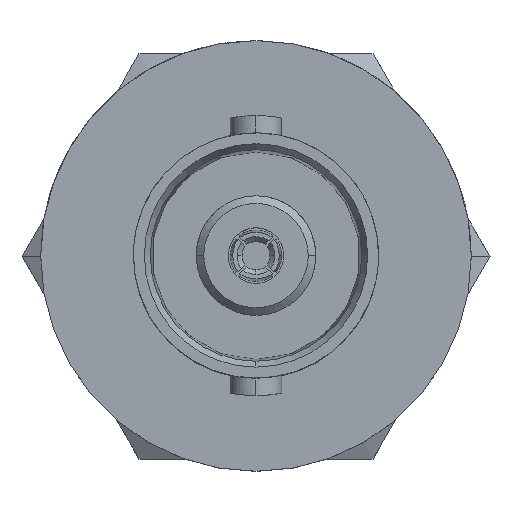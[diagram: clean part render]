
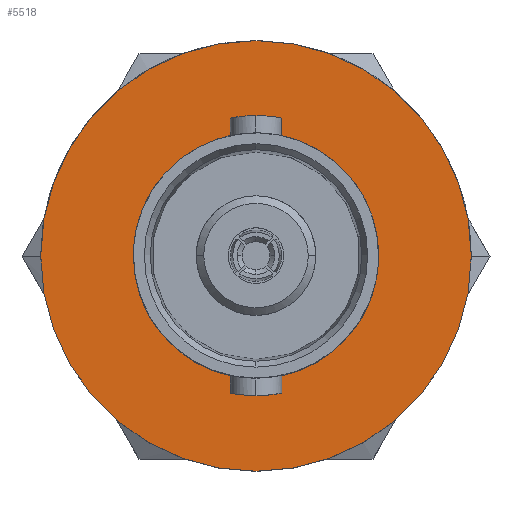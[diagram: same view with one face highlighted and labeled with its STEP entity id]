
A CAD part, top view. The second image highlights one B-rep face of the part: STEP entity #5518.
In plain terms, the highlighted planar face has unit normal (0, 0, 1).
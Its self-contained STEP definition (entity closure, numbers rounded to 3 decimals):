
#5435=AXIS2_PLACEMENT_3D('Circle Axis2P3D',#5433,#5434,$) ;
#5494=AXIS2_PLACEMENT_3D('Plane Axis2P3D',#5491,#5492,#5493) ;
#5498=AXIS2_PLACEMENT_3D('Circle Axis2P3D',#5496,#5497,$) ;
#5507=AXIS2_PLACEMENT_3D('Circle Axis2P3D',#5505,#5506,$) ;
#5430=CARTESIAN_POINT('Vertex',(4.398,8.5,24.6)) ;
#5433=CARTESIAN_POINT('Axis2P3D Location',(9.238,8.5,24.6)) ;
#5437=CARTESIAN_POINT('Vertex',(14.078,8.5,24.6)) ;
#5463=CARTESIAN_POINT('Control Point',(4.398,8.5,24.6)) ;
#5464=CARTESIAN_POINT('Control Point',(4.398,9.26,24.6)) ;
#5465=CARTESIAN_POINT('Control Point',(4.547,10.021,24.6)) ;
#5466=CARTESIAN_POINT('Control Point',(4.846,10.742,24.6)) ;
#5467=CARTESIAN_POINT('Control Point',(5.71,12.028,24.6)) ;
#5468=CARTESIAN_POINT('Control Point',(6.996,12.892,24.6)) ;
#5469=CARTESIAN_POINT('Control Point',(7.717,13.191,24.6)) ;
#5470=CARTESIAN_POINT('Control Point',(9.238,13.489,24.6)) ;
#5471=CARTESIAN_POINT('Control Point',(10.758,13.191,24.6)) ;
#5472=CARTESIAN_POINT('Control Point',(11.479,12.892,24.6)) ;
#5473=CARTESIAN_POINT('Control Point',(12.766,12.028,24.6)) ;
#5474=CARTESIAN_POINT('Control Point',(13.63,10.742,24.6)) ;
#5475=CARTESIAN_POINT('Control Point',(13.928,10.021,24.6)) ;
#5476=CARTESIAN_POINT('Control Point',(14.078,9.26,24.6)) ;
#5477=CARTESIAN_POINT('Control Point',(14.078,8.5,24.6)) ;
#5491=CARTESIAN_POINT('Axis2P3D Location',(9.238,8.5,24.6)) ;
#5496=CARTESIAN_POINT('Axis2P3D Location',(9.238,8.5,24.6)) ;
#5500=CARTESIAN_POINT('Vertex',(17.738,8.5,24.6)) ;
#5502=CARTESIAN_POINT('Vertex',(0.738,8.5,24.6)) ;
#5505=CARTESIAN_POINT('Axis2P3D Location',(9.238,8.5,24.6)) ;
#5434=DIRECTION('Axis2P3D Direction',(0.,0.,-1.)) ;
#5492=DIRECTION('Axis2P3D Direction',(0.,0.,-1.)) ;
#5493=DIRECTION('Axis2P3D XDirection',(1.,0.,0.)) ;
#5497=DIRECTION('Axis2P3D Direction',(0.,0.,-1.)) ;
#5506=DIRECTION('Axis2P3D Direction',(0.,0.,-1.)) ;
#5511=ORIENTED_EDGE('',*,*,#5504,.F.) ;
#5512=ORIENTED_EDGE('',*,*,#5509,.F.) ;
#5515=ORIENTED_EDGE('',*,*,#5478,.F.) ;
#5516=ORIENTED_EDGE('',*,*,#5439,.T.) ;
#5517=FACE_BOUND('',#5514,.T.) ;
#5518=ADVANCED_FACE('Hauptk\X2\00F6\X0\rper',(#5513,#5517),#5495,.F.) ;
#5462=B_SPLINE_CURVE_WITH_KNOTS('',5,(#5463,#5464,#5465,#5466,#5467,#5468,#5469,#5470,#5471,#5472,#5473,#5474,#5475,#5476,#5477),.UNSPECIFIED.,.F.,.U.,(6,3,3,3,6),(-7.603,-3.801,0.,3.801,7.603),.UNSPECIFIED.) ;
#5436=CIRCLE('generated circle',#5435,4.84) ;
#5499=CIRCLE('generated circle',#5498,8.5) ;
#5508=CIRCLE('generated circle',#5507,8.5) ;
#5439=EDGE_CURVE('',#5438,#5431,#5436,.T.) ;
#5478=EDGE_CURVE('',#5438,#5431,#5462,.F.) ;
#5504=EDGE_CURVE('',#5501,#5503,#5499,.T.) ;
#5509=EDGE_CURVE('',#5503,#5501,#5508,.T.) ;
#5510=EDGE_LOOP('',(#5511,#5512)) ;
#5514=EDGE_LOOP('',(#5515,#5516)) ;
#5513=FACE_OUTER_BOUND('',#5510,.T.) ;
#5495=PLANE('',#5494) ;
#5431=VERTEX_POINT('',#5430) ;
#5438=VERTEX_POINT('',#5437) ;
#5501=VERTEX_POINT('',#5500) ;
#5503=VERTEX_POINT('',#5502) ;
